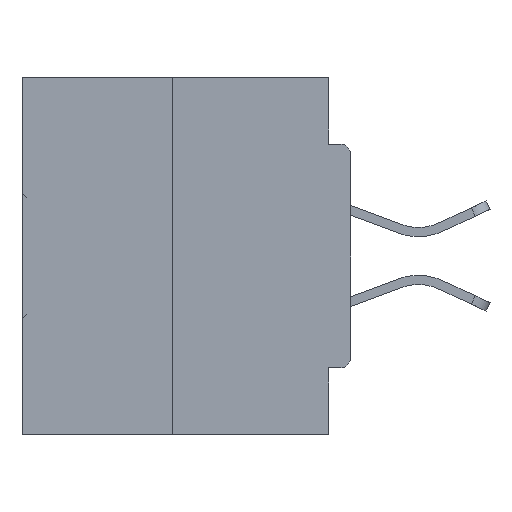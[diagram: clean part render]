
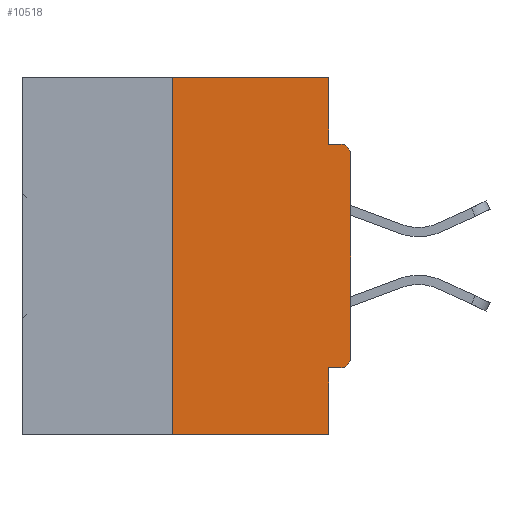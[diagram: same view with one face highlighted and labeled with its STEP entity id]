
A CAD part, left-side view. The second image highlights one B-rep face of the part: STEP entity #10518.
In plain terms, the highlighted planar face has unit normal (-1, 0, 0).
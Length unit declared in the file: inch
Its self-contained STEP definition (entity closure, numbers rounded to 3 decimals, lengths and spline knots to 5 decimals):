
#243 = CARTESIAN_POINT ( 'NONE',  ( 0., 0.015, -0.0935 ) ) ;
#791 = EDGE_CURVE ( 'NONE', #41375, #10248, #42947, .T. ) ;
#1022 = VERTEX_POINT ( 'NONE', #9051 ) ;
#1449 = CARTESIAN_POINT ( 'NONE',  ( 0., 0.015, -0.4065 ) ) ;
#2606 = AXIS2_PLACEMENT_3D ( 'NONE', #45121, #13125, #41595 ) ;
#3505 = DIRECTION ( 'NONE',  ( 0., 0., -1. ) ) ;
#4697 = FACE_OUTER_BOUND ( 'NONE', #43641, .T. ) ;
#5881 = LINE ( 'NONE', #30177, #6117 ) ;
#6117 = VECTOR ( 'NONE', #44414, 39.37008 ) ;
#6815 = VECTOR ( 'NONE', #22004, 39.37008 ) ;
#6999 = LINE ( 'NONE', #32194, #42080 ) ;
#7605 = ORIENTED_EDGE ( 'NONE', *, *, #15454, .T. ) ;
#7805 = ORIENTED_EDGE ( 'NONE', *, *, #30662, .F. ) ;
#8803 = CARTESIAN_POINT ( 'NONE',  ( 0., 0.015, -0.3915 ) ) ;
#9051 = CARTESIAN_POINT ( 'NONE',  ( 0., 0.25, 0. ) ) ;
#10167 = CARTESIAN_POINT ( 'NONE',  ( 0., 0.031, 0. ) ) ;
#10248 = VERTEX_POINT ( 'NONE', #243 ) ;
#10518 = ADVANCED_FACE ( 'NONE', ( #4697 ), #40613, .F. ) ;
#10730 = LINE ( 'NONE', #28004, #18814 ) ;
#11003 = ORIENTED_EDGE ( 'NONE', *, *, #36814, .F. ) ;
#11473 = EDGE_CURVE ( 'NONE', #1022, #42842, #10730, .T. ) ;
#11670 = DIRECTION ( 'NONE',  ( 1., 0., 0. ) ) ;
#11676 = VECTOR ( 'NONE', #27928, 39.37008 ) ;
#11889 = VERTEX_POINT ( 'NONE', #39141 ) ;
#12729 = ORIENTED_EDGE ( 'NONE', *, *, #44034, .F. ) ;
#12930 = ORIENTED_EDGE ( 'NONE', *, *, #791, .T. ) ;
#13125 = DIRECTION ( 'NONE',  ( -1., 0., 0. ) ) ;
#13276 = VECTOR ( 'NONE', #45653, 39.37008 ) ;
#13984 = VERTEX_POINT ( 'NONE', #25070 ) ;
#14524 = CIRCLE ( 'NONE', #30201, 0.015 ) ;
#15178 = DIRECTION ( 'NONE',  ( 0., 0., -1. ) ) ;
#15454 = EDGE_CURVE ( 'NONE', #38460, #23253, #14524, .T. ) ;
#15490 = LINE ( 'NONE', #43968, #18560 ) ;
#15789 = VECTOR ( 'NONE', #39735, 39.37008 ) ;
#16379 = EDGE_CURVE ( 'NONE', #21448, #11889, #40446, .T. ) ;
#18413 = CARTESIAN_POINT ( 'NONE',  ( 0., 0.25, -0.5 ) ) ;
#18560 = VECTOR ( 'NONE', #22257, 39.37008 ) ;
#18814 = VECTOR ( 'NONE', #24046, 39.37008 ) ;
#21340 = ORIENTED_EDGE ( 'NONE', *, *, #11473, .F. ) ;
#21434 = EDGE_CURVE ( 'NONE', #13984, #11889, #6999, .T. ) ;
#21448 = VERTEX_POINT ( 'NONE', #18413 ) ;
#22004 = DIRECTION ( 'NONE',  ( 0., -1., 0. ) ) ;
#22092 = VERTEX_POINT ( 'NONE', #37257 ) ;
#22257 = DIRECTION ( 'NONE',  ( 0., 0., 1. ) ) ;
#23253 = VERTEX_POINT ( 'NONE', #33294 ) ;
#24046 = DIRECTION ( 'NONE',  ( 0., -1., 0. ) ) ;
#25070 = CARTESIAN_POINT ( 'NONE',  ( 0., 0.031, -0.4065 ) ) ;
#25108 = ORIENTED_EDGE ( 'NONE', *, *, #21434, .F. ) ;
#25504 = CARTESIAN_POINT ( 'NONE',  ( 0., 0.25, 0. ) ) ;
#27928 = DIRECTION ( 'NONE',  ( 0., 0., -1. ) ) ;
#28004 = CARTESIAN_POINT ( 'NONE',  ( 0., 0.46, 0. ) ) ;
#28144 = CARTESIAN_POINT ( 'NONE',  ( 0., 0., -0.0935 ) ) ;
#30177 = CARTESIAN_POINT ( 'NONE',  ( 0., 0., -0.4065 ) ) ;
#30201 = AXIS2_PLACEMENT_3D ( 'NONE', #8803, #30295, #36815 ) ;
#30295 = DIRECTION ( 'NONE',  ( -1., 0., 0. ) ) ;
#30662 = EDGE_CURVE ( 'NONE', #38460, #13984, #5881, .T. ) ;
#31416 = LINE ( 'NONE', #28144, #13276 ) ;
#31788 = CARTESIAN_POINT ( 'NONE',  ( 0., 0., -0.1085 ) ) ;
#32194 = CARTESIAN_POINT ( 'NONE',  ( 0., 0.031, -0.5 ) ) ;
#32899 = CARTESIAN_POINT ( 'NONE',  ( 0., 0.46, 0. ) ) ;
#33294 = CARTESIAN_POINT ( 'NONE',  ( 0., 0., -0.3915 ) ) ;
#33403 = CARTESIAN_POINT ( 'NONE',  ( 0., 0.031, 0. ) ) ;
#36718 = ORIENTED_EDGE ( 'NONE', *, *, #37986, .F. ) ;
#36814 = EDGE_CURVE ( 'NONE', #42842, #22092, #38652, .T. ) ;
#36815 = DIRECTION ( 'NONE',  ( 0., 0., -1. ) ) ;
#37257 = CARTESIAN_POINT ( 'NONE',  ( 0., 0.031, -0.0935 ) ) ;
#37986 = EDGE_CURVE ( 'NONE', #22092, #10248, #31416, .T. ) ;
#38460 = VERTEX_POINT ( 'NONE', #1449 ) ;
#38652 = LINE ( 'NONE', #10167, #11676 ) ;
#38894 = ORIENTED_EDGE ( 'NONE', *, *, #16379, .T. ) ;
#39141 = CARTESIAN_POINT ( 'NONE',  ( 0., 0.031, -0.5 ) ) ;
#39735 = DIRECTION ( 'NONE',  ( 0., 0., 1. ) ) ;
#39758 = CARTESIAN_POINT ( 'NONE',  ( 0., 0.46, -0.5 ) ) ;
#40446 = LINE ( 'NONE', #39758, #6815 ) ;
#40613 = PLANE ( 'NONE',  #41491 ) ;
#40688 = ORIENTED_EDGE ( 'NONE', *, *, #41006, .T. ) ;
#41006 = EDGE_CURVE ( 'NONE', #23253, #41375, #15490, .T. ) ;
#41375 = VERTEX_POINT ( 'NONE', #31788 ) ;
#41491 = AXIS2_PLACEMENT_3D ( 'NONE', #32899, #11670, #15178 ) ;
#41595 = DIRECTION ( 'NONE',  ( 0., 0., -1. ) ) ;
#42080 = VECTOR ( 'NONE', #3505, 39.37008 ) ;
#42842 = VERTEX_POINT ( 'NONE', #33403 ) ;
#42947 = CIRCLE ( 'NONE', #2606, 0.015 ) ;
#43233 = LINE ( 'NONE', #25504, #15789 ) ;
#43641 = EDGE_LOOP ( 'NONE', ( #21340, #12729, #38894, #25108, #7805, #7605, #40688, #12930, #36718, #11003 ) ) ;
#43968 = CARTESIAN_POINT ( 'NONE',  ( 0., 0., 0. ) ) ;
#44034 = EDGE_CURVE ( 'NONE', #21448, #1022, #43233, .T. ) ;
#44414 = DIRECTION ( 'NONE',  ( 0., 1., 0. ) ) ;
#45121 = CARTESIAN_POINT ( 'NONE',  ( 0., 0.015, -0.1085 ) ) ;
#45653 = DIRECTION ( 'NONE',  ( 0., -1., 0. ) ) ;
